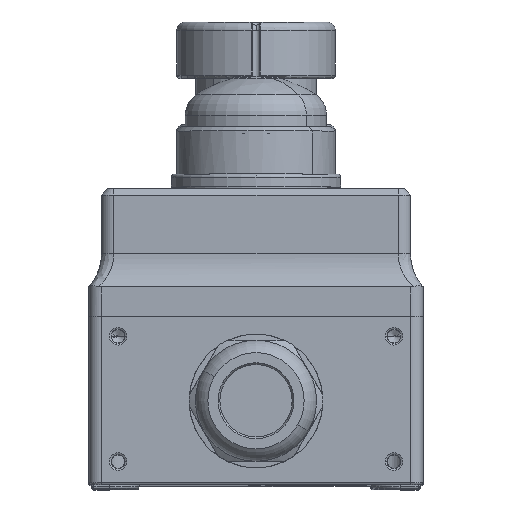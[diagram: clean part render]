
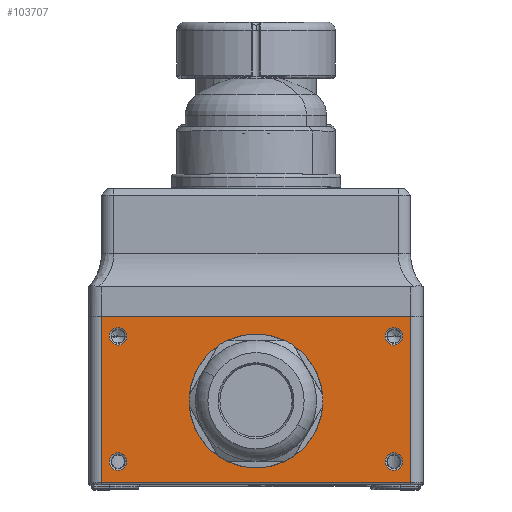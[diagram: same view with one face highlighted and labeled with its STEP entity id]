
A CAD part, top view. The second image highlights one B-rep face of the part: STEP entity #103707.
In plain terms, the highlighted planar face has unit normal (0, 0, 1).
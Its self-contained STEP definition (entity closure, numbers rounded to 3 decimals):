
#2150 = ORIENTED_EDGE ( 'NONE', *, *, #23083, .F. ) ;
#2754 = FACE_OUTER_BOUND ( 'NONE', #106714, .T. ) ;
#5781 = EDGE_LOOP ( 'NONE', ( #151470, #50435 ) ) ;
#6265 = CARTESIAN_POINT ( 'NONE',  ( -35.1, 5.5, 92.5 ) ) ;
#6646 = DIRECTION ( 'NONE',  ( 0., 0., 1. ) ) ;
#7044 = FACE_BOUND ( 'NONE', #5781, .T. ) ;
#9100 = VERTEX_POINT ( 'NONE', #61155 ) ;
#9408 = VERTEX_POINT ( 'NONE', #55068 ) ;
#11130 = ORIENTED_EDGE ( 'NONE', *, *, #69432, .F. ) ;
#12257 = DIRECTION ( 'NONE',  ( -1., 0., 0. ) ) ;
#13309 = LINE ( 'NONE', #37126, #81493 ) ;
#14269 = EDGE_LOOP ( 'NONE', ( #76015, #11130 ) ) ;
#15814 = CIRCLE ( 'NONE', #128742, 2.1 ) ;
#17228 = DIRECTION ( 'NONE',  ( -1., 0., 0. ) ) ;
#17509 = DIRECTION ( 'NONE',  ( 0., 0., 1. ) ) ;
#21869 = DIRECTION ( 'NONE',  ( 0., 0., 1. ) ) ;
#23083 = EDGE_CURVE ( 'NONE', #24142, #126061, #157809, .T. ) ;
#24142 = VERTEX_POINT ( 'NONE', #68443 ) ;
#27065 = CIRCLE ( 'NONE', #158895, 2.1 ) ;
#27783 = CARTESIAN_POINT ( 'NONE',  ( 35.1, 35.5, 92.5 ) ) ;
#28028 = EDGE_CURVE ( 'NONE', #111954, #74994, #127922, .T. ) ;
#30051 = AXIS2_PLACEMENT_3D ( 'NONE', #112567, #31190, #126224 ) ;
#30325 = CARTESIAN_POINT ( 'NONE',  ( -33., 35.5, 92.5 ) ) ;
#31190 = DIRECTION ( 'NONE',  ( 0., 0., 1. ) ) ;
#36637 = CARTESIAN_POINT ( 'NONE',  ( -37., 40.3, 92.5 ) ) ;
#36865 = EDGE_CURVE ( 'NONE', #135447, #82271, #57422, .T. ) ;
#37126 = CARTESIAN_POINT ( 'NONE',  ( 37., 40.3, 92.5 ) ) ;
#39041 = FACE_BOUND ( 'NONE', #14269, .T. ) ;
#44019 = CARTESIAN_POINT ( 'NONE',  ( -40., 40.3, 92.5 ) ) ;
#44047 = DIRECTION ( 'NONE',  ( 1., 0., 0. ) ) ;
#44672 = CARTESIAN_POINT ( 'NONE',  ( 0., 20., 92.5 ) ) ;
#44872 = CIRCLE ( 'NONE', #55108, 2.1 ) ;
#45087 = EDGE_CURVE ( 'NONE', #113689, #97729, #110061, .T. ) ;
#46414 = DIRECTION ( 'NONE',  ( 0., 0., 1. ) ) ;
#48169 = CIRCLE ( 'NONE', #58551, 12.6 ) ;
#48673 = CARTESIAN_POINT ( 'NONE',  ( 37., 0.5, 92.5 ) ) ;
#50435 = ORIENTED_EDGE ( 'NONE', *, *, #173517, .F. ) ;
#50856 = DIRECTION ( 'NONE',  ( 0., 1., 0. ) ) ;
#54300 = AXIS2_PLACEMENT_3D ( 'NONE', #30325, #125372, #44047 ) ;
#55068 = CARTESIAN_POINT ( 'NONE',  ( -30.9, 35.5, 92.5 ) ) ;
#55108 = AXIS2_PLACEMENT_3D ( 'NONE', #159797, #78514, #173425 ) ;
#56169 = CARTESIAN_POINT ( 'NONE',  ( -30.9, 5.5, 92.5 ) ) ;
#56619 = ORIENTED_EDGE ( 'NONE', *, *, #120889, .F. ) ;
#57422 = CIRCLE ( 'NONE', #140609, 2.1 ) ;
#58376 = DIRECTION ( 'NONE',  ( 1., 0., 0. ) ) ;
#58551 = AXIS2_PLACEMENT_3D ( 'NONE', #44672, #139651, #58376 ) ;
#60997 = DIRECTION ( 'NONE',  ( 0., 0., 1. ) ) ;
#61155 = CARTESIAN_POINT ( 'NONE',  ( -12.6, 20., 92.5 ) ) ;
#61399 = ORIENTED_EDGE ( 'NONE', *, *, #36865, .F. ) ;
#63906 = VECTOR ( 'NONE', #91937, 1000. ) ;
#63925 = EDGE_LOOP ( 'NONE', ( #56619, #105554 ) ) ;
#68443 = CARTESIAN_POINT ( 'NONE',  ( -37., 40.3, 92.5 ) ) ;
#69432 = EDGE_CURVE ( 'NONE', #136960, #9408, #88235, .T. ) ;
#74070 = VECTOR ( 'NONE', #168546, 1000. ) ;
#74994 = VERTEX_POINT ( 'NONE', #27783 ) ;
#75256 = FACE_BOUND ( 'NONE', #63925, .T. ) ;
#75424 = ORIENTED_EDGE ( 'NONE', *, *, #131845, .T. ) ;
#76015 = ORIENTED_EDGE ( 'NONE', *, *, #161123, .F. ) ;
#77188 = CARTESIAN_POINT ( 'NONE',  ( -40., 40.3, 92.5 ) ) ;
#77738 = CIRCLE ( 'NONE', #30051, 2.1 ) ;
#78514 = DIRECTION ( 'NONE',  ( 0., 0., 1. ) ) ;
#81493 = VECTOR ( 'NONE', #50856, 1000. ) ;
#81693 = ORIENTED_EDGE ( 'NONE', *, *, #123616, .T. ) ;
#82271 = VERTEX_POINT ( 'NONE', #167099 ) ;
#85091 = PLANE ( 'NONE',  #140347 ) ;
#87303 = CARTESIAN_POINT ( 'NONE',  ( -40., 0.5, 92.5 ) ) ;
#88199 = CARTESIAN_POINT ( 'NONE',  ( 33., 5.5, 92.5 ) ) ;
#88235 = CIRCLE ( 'NONE', #54300, 2.1 ) ;
#90839 = DIRECTION ( 'NONE',  ( 1., 0., 0. ) ) ;
#91937 = DIRECTION ( 'NONE',  ( 0., -1., 0. ) ) ;
#93756 = DIRECTION ( 'NONE',  ( 0., 0., 1. ) ) ;
#96564 = EDGE_CURVE ( 'NONE', #9100, #164787, #103418, .T. ) ;
#97729 = VERTEX_POINT ( 'NONE', #48673 ) ;
#98670 = DIRECTION ( 'NONE',  ( 0., 0., -1. ) ) ;
#98944 = CARTESIAN_POINT ( 'NONE',  ( 0., 20., 92.5 ) ) ;
#101792 = DIRECTION ( 'NONE',  ( -1., 0., 0. ) ) ;
#103308 = CARTESIAN_POINT ( 'NONE',  ( -33., 5.5, 92.5 ) ) ;
#103418 = CIRCLE ( 'NONE', #118011, 12.6 ) ;
#103707 = ADVANCED_FACE ( 'NONE', ( #75256, #168696, #147367, #7044, #39041, #2754 ), #85091, .F. ) ;
#104766 = CARTESIAN_POINT ( 'NONE',  ( 30.9, 5.5, 92.5 ) ) ;
#105554 = ORIENTED_EDGE ( 'NONE', *, *, #96564, .F. ) ;
#105997 = ORIENTED_EDGE ( 'NONE', *, *, #45087, .T. ) ;
#106714 = EDGE_LOOP ( 'NONE', ( #105997, #81693, #2150, #75424 ) ) ;
#107617 = CARTESIAN_POINT ( 'NONE',  ( -35.1, 35.5, 92.5 ) ) ;
#110061 = LINE ( 'NONE', #87303, #74070 ) ;
#111954 = VERTEX_POINT ( 'NONE', #149381 ) ;
#112532 = DIRECTION ( 'NONE',  ( 1., 0., 0. ) ) ;
#112567 = CARTESIAN_POINT ( 'NONE',  ( 33., 35.5, 92.5 ) ) ;
#113689 = VERTEX_POINT ( 'NONE', #169969 ) ;
#116894 = DIRECTION ( 'NONE',  ( 1., 0., 0. ) ) ;
#117576 = CIRCLE ( 'NONE', #168393, 2.1 ) ;
#118011 = AXIS2_PLACEMENT_3D ( 'NONE', #98944, #17509, #112532 ) ;
#120889 = EDGE_CURVE ( 'NONE', #164787, #9100, #48169, .T. ) ;
#121897 = EDGE_CURVE ( 'NONE', #74994, #111954, #77738, .T. ) ;
#123616 = EDGE_CURVE ( 'NONE', #97729, #126061, #13309, .T. ) ;
#124924 = VERTEX_POINT ( 'NONE', #6265 ) ;
#125372 = DIRECTION ( 'NONE',  ( 0., 0., 1. ) ) ;
#126061 = VERTEX_POINT ( 'NONE', #146427 ) ;
#126224 = DIRECTION ( 'NONE',  ( -1., 0., 0. ) ) ;
#126870 = CARTESIAN_POINT ( 'NONE',  ( 12.6, 20., 92.5 ) ) ;
#127447 = VERTEX_POINT ( 'NONE', #56169 ) ;
#127645 = EDGE_CURVE ( 'NONE', #82271, #135447, #15814, .T. ) ;
#127732 = CARTESIAN_POINT ( 'NONE',  ( 33., 35.5, 92.5 ) ) ;
#127922 = CIRCLE ( 'NONE', #139525, 2.1 ) ;
#128742 = AXIS2_PLACEMENT_3D ( 'NONE', #88199, #6646, #101792 ) ;
#129950 = EDGE_LOOP ( 'NONE', ( #172665, #162370 ) ) ;
#131845 = EDGE_CURVE ( 'NONE', #24142, #113689, #136034, .T. ) ;
#135447 = VERTEX_POINT ( 'NONE', #104766 ) ;
#136034 = LINE ( 'NONE', #36637, #63906 ) ;
#136960 = VERTEX_POINT ( 'NONE', #107617 ) ;
#139525 = AXIS2_PLACEMENT_3D ( 'NONE', #127732, #46414, #141393 ) ;
#139651 = DIRECTION ( 'NONE',  ( 0., 0., 1. ) ) ;
#139661 = EDGE_LOOP ( 'NONE', ( #172735, #61399 ) ) ;
#140347 = AXIS2_PLACEMENT_3D ( 'NONE', #44019, #98670, #17228 ) ;
#140609 = AXIS2_PLACEMENT_3D ( 'NONE', #175066, #93756, #12257 ) ;
#141393 = DIRECTION ( 'NONE',  ( -1., 0., 0. ) ) ;
#142244 = CARTESIAN_POINT ( 'NONE',  ( -33., 5.5, 92.5 ) ) ;
#146427 = CARTESIAN_POINT ( 'NONE',  ( 37., 40.3, 92.5 ) ) ;
#147367 = FACE_BOUND ( 'NONE', #139661, .T. ) ;
#149381 = CARTESIAN_POINT ( 'NONE',  ( 30.9, 35.5, 92.5 ) ) ;
#151470 = ORIENTED_EDGE ( 'NONE', *, *, #158394, .F. ) ;
#153518 = VECTOR ( 'NONE', #90839, 1000. ) ;
#155945 = DIRECTION ( 'NONE',  ( 1., 0., 0. ) ) ;
#157809 = LINE ( 'NONE', #77188, #153518 ) ;
#158394 = EDGE_CURVE ( 'NONE', #127447, #124924, #117576, .T. ) ;
#158895 = AXIS2_PLACEMENT_3D ( 'NONE', #142244, #60997, #155945 ) ;
#159797 = CARTESIAN_POINT ( 'NONE',  ( -33., 35.5, 92.5 ) ) ;
#161123 = EDGE_CURVE ( 'NONE', #9408, #136960, #44872, .T. ) ;
#162370 = ORIENTED_EDGE ( 'NONE', *, *, #28028, .F. ) ;
#164787 = VERTEX_POINT ( 'NONE', #126870 ) ;
#167099 = CARTESIAN_POINT ( 'NONE',  ( 35.1, 5.5, 92.5 ) ) ;
#168393 = AXIS2_PLACEMENT_3D ( 'NONE', #103308, #21869, #116894 ) ;
#168546 = DIRECTION ( 'NONE',  ( 1., 0., 0. ) ) ;
#168696 = FACE_BOUND ( 'NONE', #129950, .T. ) ;
#169969 = CARTESIAN_POINT ( 'NONE',  ( -37., 0.5, 92.5 ) ) ;
#172665 = ORIENTED_EDGE ( 'NONE', *, *, #121897, .F. ) ;
#172735 = ORIENTED_EDGE ( 'NONE', *, *, #127645, .F. ) ;
#173425 = DIRECTION ( 'NONE',  ( 1., 0., 0. ) ) ;
#173517 = EDGE_CURVE ( 'NONE', #124924, #127447, #27065, .T. ) ;
#175066 = CARTESIAN_POINT ( 'NONE',  ( 33., 5.5, 92.5 ) ) ;
